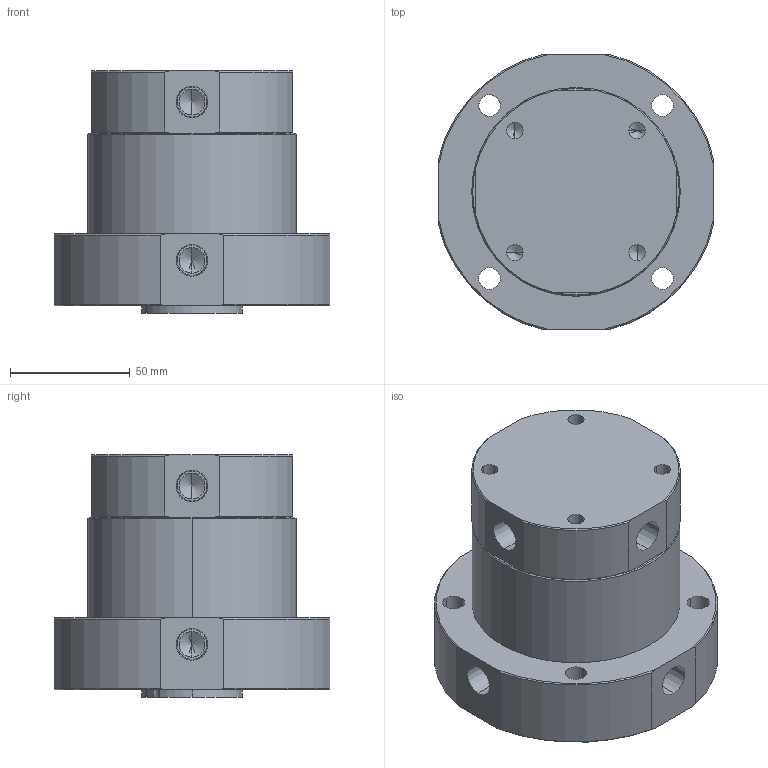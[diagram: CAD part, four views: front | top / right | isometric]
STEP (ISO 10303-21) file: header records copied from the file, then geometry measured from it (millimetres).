
FILE_DESCRIPTION (( 'STEP AP214' ), '1' );
FILE_NAME ('CJRC040-S-A.STEP', '2019-12-02T08:00:32', ( 'Windows' ), ( 'Microsoft' ), 'SwSTEP 2.0', 'SolidWorks 2015', '' );
FILE_SCHEMA (( 'AUTOMOTIVE_DESIGN' ));
Length unit declared in the file: millimetre
Products named in the file (1): CJRC040-S-A
Bounding box: 115 x 115 x 101 mm (x, y, z)
Volume: 699526 mm3; surface area: 62642.5 mm2
Topology: 1 solids, 1 shells, 171 faces, 414 edges, 246 vertices
Faces by surface type: cone 74, cylinder 62, plane 35
Entity records: 4976 total; most frequent: CARTESIAN_POINT 896, DIRECTION 892, ORIENTED_EDGE 764, EDGE_CURVE 382, AXIS2_PLACEMENT_3D 370, VERTEX_POINT 246, EDGE_LOOP 212, CIRCLE 198
